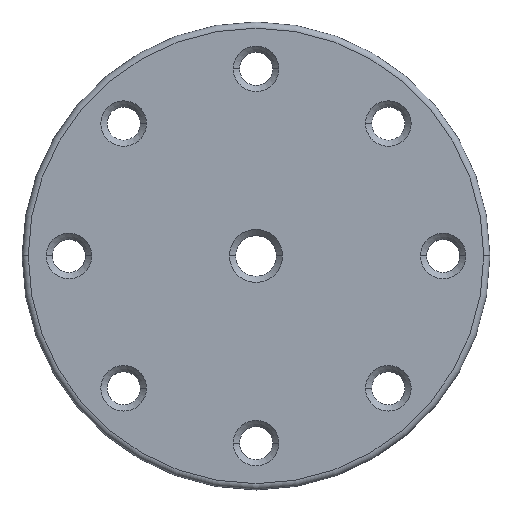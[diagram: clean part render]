
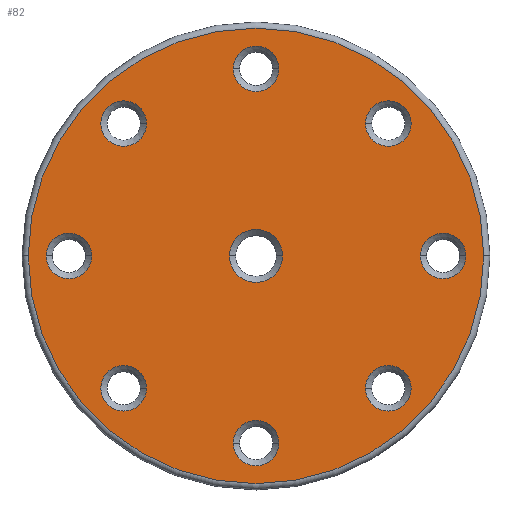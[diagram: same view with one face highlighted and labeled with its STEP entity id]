
A CAD part, top view. The second image highlights one B-rep face of the part: STEP entity #82.
In plain terms, the highlighted planar face has unit normal (0, 0, 1).
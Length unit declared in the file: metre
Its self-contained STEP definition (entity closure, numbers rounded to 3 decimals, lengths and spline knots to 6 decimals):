
#82=ADVANCED_FACE('1:140',(#175,#176,#177,#178,#179,#180,#181,#182,#183,#184),#185,.T.);
#175=FACE_BOUND('',#314,.T.);
#176=FACE_BOUND('',#315,.T.);
#177=FACE_BOUND('',#316,.T.);
#178=FACE_OUTER_BOUND('',#317,.T.);
#179=FACE_BOUND('',#318,.T.);
#180=FACE_BOUND('',#319,.T.);
#181=FACE_BOUND('',#320,.T.);
#182=FACE_BOUND('',#321,.T.);
#183=FACE_BOUND('',#322,.T.);
#184=FACE_BOUND('',#323,.T.);
#185=PLANE('',#324);
#314=EDGE_LOOP('',(#608,#609));
#315=EDGE_LOOP('',(#610,#611));
#316=EDGE_LOOP('',(#612,#613));
#317=EDGE_LOOP('',(#614,#615));
#318=EDGE_LOOP('',(#616,#617));
#319=EDGE_LOOP('',(#618,#619));
#320=EDGE_LOOP('',(#620,#621));
#321=EDGE_LOOP('',(#622,#623));
#322=EDGE_LOOP('',(#624,#625));
#323=EDGE_LOOP('',(#626,#627));
#324=AXIS2_PLACEMENT_3D('',#628,#629,#630);
#608=ORIENTED_EDGE('',*,*,#939,.F.);
#609=ORIENTED_EDGE('',*,*,#953,.F.);
#610=ORIENTED_EDGE('',*,*,#925,.F.);
#611=ORIENTED_EDGE('',*,*,#954,.F.);
#612=ORIENTED_EDGE('',*,*,#879,.F.);
#613=ORIENTED_EDGE('',*,*,#955,.F.);
#614=ORIENTED_EDGE('',*,*,#956,.F.);
#615=ORIENTED_EDGE('',*,*,#865,.F.);
#616=ORIENTED_EDGE('',*,*,#871,.F.);
#617=ORIENTED_EDGE('',*,*,#957,.F.);
#618=ORIENTED_EDGE('',*,*,#875,.F.);
#619=ORIENTED_EDGE('',*,*,#958,.F.);
#620=ORIENTED_EDGE('',*,*,#883,.F.);
#621=ORIENTED_EDGE('',*,*,#959,.F.);
#622=ORIENTED_EDGE('',*,*,#918,.F.);
#623=ORIENTED_EDGE('',*,*,#960,.F.);
#624=ORIENTED_EDGE('',*,*,#932,.F.);
#625=ORIENTED_EDGE('',*,*,#961,.F.);
#626=ORIENTED_EDGE('',*,*,#950,.F.);
#627=ORIENTED_EDGE('',*,*,#951,.F.);
#628=CARTESIAN_POINT('',(-0.031079,-0.064189,-0.001));
#629=DIRECTION('',(0.,0.,1.0));
#630=DIRECTION('',(0.707,0.707,0.));
#865=EDGE_CURVE('1:245',#1020,#1022,#1023,.T.);
#871=EDGE_CURVE('1:248',#1031,#1027,#1033,.T.);
#875=EDGE_CURVE('1:251',#1039,#1035,#1041,.T.);
#879=EDGE_CURVE('1:242',#1047,#1043,#1049,.T.);
#883=EDGE_CURVE('1:254',#1055,#1051,#1057,.T.);
#918=EDGE_CURVE('1:257',#1110,#1107,#1112,.T.);
#925=EDGE_CURVE('1:239',#1121,#1118,#1123,.T.);
#932=EDGE_CURVE('1:260',#1132,#1129,#1134,.T.);
#939=EDGE_CURVE('1:236',#1143,#1140,#1145,.T.);
#950=EDGE_CURVE('1:227',#1162,#1159,#1164,.T.);
#951=EDGE_CURVE('1:227',#1159,#1162,#1165,.T.);
#953=EDGE_CURVE('1:236',#1140,#1143,#1167,.T.);
#954=EDGE_CURVE('1:239',#1118,#1121,#1168,.T.);
#955=EDGE_CURVE('1:242',#1043,#1047,#1169,.T.);
#956=EDGE_CURVE('1:245',#1022,#1020,#1170,.T.);
#957=EDGE_CURVE('1:248',#1027,#1031,#1171,.T.);
#958=EDGE_CURVE('1:251',#1035,#1039,#1172,.T.);
#959=EDGE_CURVE('1:254',#1051,#1055,#1173,.T.);
#960=EDGE_CURVE('1:257',#1107,#1110,#1174,.T.);
#961=EDGE_CURVE('1:260',#1129,#1132,#1175,.T.);
#1020=VERTEX_POINT('',#1244);
#1022=VERTEX_POINT('',#1246);
#1023=CIRCLE('',#1247,0.0185);
#1027=VERTEX_POINT('',#1251);
#1031=VERTEX_POINT('',#1256);
#1033=CIRCLE('',#1259,0.00185);
#1035=VERTEX_POINT('',#1261);
#1039=VERTEX_POINT('',#1266);
#1041=CIRCLE('',#1269,0.00185);
#1043=VERTEX_POINT('',#1271);
#1047=VERTEX_POINT('',#1276);
#1049=CIRCLE('',#1279,0.00185);
#1051=VERTEX_POINT('',#1281);
#1055=VERTEX_POINT('',#1286);
#1057=CIRCLE('',#1289,0.00185);
#1107=VERTEX_POINT('',#1357);
#1110=VERTEX_POINT('',#1361);
#1112=CIRCLE('',#1364,0.00185);
#1118=VERTEX_POINT('',#1372);
#1121=VERTEX_POINT('',#1376);
#1123=CIRCLE('',#1379,0.00185);
#1129=VERTEX_POINT('',#1387);
#1132=VERTEX_POINT('',#1391);
#1134=CIRCLE('',#1394,0.00185);
#1140=VERTEX_POINT('',#1402);
#1143=VERTEX_POINT('',#1406);
#1145=CIRCLE('',#1409,0.00185);
#1159=VERTEX_POINT('',#1427);
#1162=VERTEX_POINT('',#1431);
#1164=CIRCLE('',#1434,0.00215);
#1165=CIRCLE('',#1435,0.00215);
#1167=CIRCLE('',#1437,0.00185);
#1168=CIRCLE('',#1438,0.00185);
#1169=CIRCLE('',#1439,0.00185);
#1170=CIRCLE('',#1440,0.0185);
#1171=CIRCLE('',#1441,0.00185);
#1172=CIRCLE('',#1442,0.00185);
#1173=CIRCLE('',#1443,0.00185);
#1174=CIRCLE('',#1444,0.00185);
#1175=CIRCLE('',#1445,0.00185);
#1244=CARTESIAN_POINT('',(-0.049585,-0.064185,-0.001));
#1246=CARTESIAN_POINT('',(-0.012585,-0.064185,-0.001));
#1247=AXIS2_PLACEMENT_3D('',#1507,#1508,#1509);
#1251=CARTESIAN_POINT('',(-0.022184,-0.053434,-0.001));
#1256=CARTESIAN_POINT('',(-0.018484,-0.053434,-0.001));
#1259=AXIS2_PLACEMENT_3D('',#1521,#1522,#1523);
#1261=CARTESIAN_POINT('',(-0.043686,-0.074935,-0.001));
#1266=CARTESIAN_POINT('',(-0.039986,-0.074935,-0.001));
#1269=AXIS2_PLACEMENT_3D('',#1529,#1530,#1531);
#1271=CARTESIAN_POINT('',(-0.043686,-0.053434,-0.001));
#1276=CARTESIAN_POINT('',(-0.039986,-0.053434,-0.001));
#1279=AXIS2_PLACEMENT_3D('',#1537,#1538,#1539);
#1281=CARTESIAN_POINT('',(-0.022184,-0.074935,-0.001));
#1286=CARTESIAN_POINT('',(-0.018484,-0.074935,-0.001));
#1289=AXIS2_PLACEMENT_3D('',#1545,#1546,#1547);
#1357=CARTESIAN_POINT('',(-0.032929,-0.079389,-0.001));
#1361=CARTESIAN_POINT('',(-0.029229,-0.079389,-0.001));
#1364=AXIS2_PLACEMENT_3D('',#1610,#1611,#1612);
#1372=CARTESIAN_POINT('',(-0.01773,-0.064189,-0.001));
#1376=CARTESIAN_POINT('',(-0.01403,-0.064189,-0.001));
#1379=AXIS2_PLACEMENT_3D('',#1623,#1624,#1625);
#1387=CARTESIAN_POINT('',(-0.048129,-0.064189,-0.001));
#1391=CARTESIAN_POINT('',(-0.044429,-0.064189,-0.001));
#1394=AXIS2_PLACEMENT_3D('',#1636,#1637,#1638);
#1402=CARTESIAN_POINT('',(-0.032929,-0.04899,-0.001));
#1406=CARTESIAN_POINT('',(-0.029229,-0.04899,-0.001));
#1409=AXIS2_PLACEMENT_3D('',#1649,#1650,#1651);
#1427=CARTESIAN_POINT('',(-0.033235,-0.064185,-0.001));
#1431=CARTESIAN_POINT('',(-0.028935,-0.064185,-0.001));
#1434=AXIS2_PLACEMENT_3D('',#1670,#1671,#1672);
#1435=AXIS2_PLACEMENT_3D('',#1673,#1674,#1675);
#1437=AXIS2_PLACEMENT_3D('',#1679,#1680,#1681);
#1438=AXIS2_PLACEMENT_3D('',#1682,#1683,#1684);
#1439=AXIS2_PLACEMENT_3D('',#1685,#1686,#1687);
#1440=AXIS2_PLACEMENT_3D('',#1688,#1689,#1690);
#1441=AXIS2_PLACEMENT_3D('',#1691,#1692,#1693);
#1442=AXIS2_PLACEMENT_3D('',#1694,#1695,#1696);
#1443=AXIS2_PLACEMENT_3D('',#1697,#1698,#1699);
#1444=AXIS2_PLACEMENT_3D('',#1700,#1701,#1702);
#1445=AXIS2_PLACEMENT_3D('',#1703,#1704,#1705);
#1507=CARTESIAN_POINT('',(-0.031085,-0.064185,-0.001));
#1508=DIRECTION('',(0.,0.,-1.0));
#1509=DIRECTION('',(-1.0,0.,0.));
#1521=CARTESIAN_POINT('',(-0.020334,-0.053434,-0.001));
#1522=DIRECTION('',(0.,0.,1.0));
#1523=DIRECTION('',(-1.0,0.,0.));
#1529=CARTESIAN_POINT('',(-0.041836,-0.074935,-0.001));
#1530=DIRECTION('',(0.,0.,1.0));
#1531=DIRECTION('',(-1.0,0.,0.));
#1537=CARTESIAN_POINT('',(-0.041836,-0.053434,-0.001));
#1538=DIRECTION('',(0.,0.,1.0));
#1539=DIRECTION('',(-1.0,0.,0.));
#1545=CARTESIAN_POINT('',(-0.020334,-0.074935,-0.001));
#1546=DIRECTION('',(0.,0.,1.0));
#1547=DIRECTION('',(-1.0,0.,0.));
#1610=CARTESIAN_POINT('',(-0.031079,-0.079389,-0.001));
#1611=DIRECTION('',(0.,0.,1.0));
#1612=DIRECTION('',(-1.0,0.,0.));
#1623=CARTESIAN_POINT('',(-0.01588,-0.064189,-0.001));
#1624=DIRECTION('',(0.,0.,1.0));
#1625=DIRECTION('',(-1.0,0.,0.));
#1636=CARTESIAN_POINT('',(-0.046279,-0.064189,-0.001));
#1637=DIRECTION('',(0.,0.,1.0));
#1638=DIRECTION('',(-1.0,0.,0.));
#1649=CARTESIAN_POINT('',(-0.031079,-0.04899,-0.001));
#1650=DIRECTION('',(0.,0.,1.0));
#1651=DIRECTION('',(-1.0,0.,0.));
#1670=CARTESIAN_POINT('',(-0.031085,-0.064185,-0.001));
#1671=DIRECTION('',(0.,0.,1.0));
#1672=DIRECTION('',(-1.0,0.,0.));
#1673=CARTESIAN_POINT('',(-0.031085,-0.064185,-0.001));
#1674=DIRECTION('',(0.,0.,1.0));
#1675=DIRECTION('',(-1.0,0.,0.));
#1679=CARTESIAN_POINT('',(-0.031079,-0.04899,-0.001));
#1680=DIRECTION('',(0.,0.,1.0));
#1681=DIRECTION('',(-1.0,0.,0.));
#1682=CARTESIAN_POINT('',(-0.01588,-0.064189,-0.001));
#1683=DIRECTION('',(0.,0.,1.0));
#1684=DIRECTION('',(-1.0,0.,0.));
#1685=CARTESIAN_POINT('',(-0.041836,-0.053434,-0.001));
#1686=DIRECTION('',(0.,0.,1.0));
#1687=DIRECTION('',(-1.0,0.,0.));
#1688=CARTESIAN_POINT('',(-0.031085,-0.064185,-0.001));
#1689=DIRECTION('',(0.,0.,-1.0));
#1690=DIRECTION('',(-1.0,0.,0.));
#1691=CARTESIAN_POINT('',(-0.020334,-0.053434,-0.001));
#1692=DIRECTION('',(0.,0.,1.0));
#1693=DIRECTION('',(-1.0,0.,0.));
#1694=CARTESIAN_POINT('',(-0.041836,-0.074935,-0.001));
#1695=DIRECTION('',(0.,0.,1.0));
#1696=DIRECTION('',(-1.0,0.,0.));
#1697=CARTESIAN_POINT('',(-0.020334,-0.074935,-0.001));
#1698=DIRECTION('',(0.,0.,1.0));
#1699=DIRECTION('',(-1.0,0.,0.));
#1700=CARTESIAN_POINT('',(-0.031079,-0.079389,-0.001));
#1701=DIRECTION('',(0.,0.,1.0));
#1702=DIRECTION('',(-1.0,0.,0.));
#1703=CARTESIAN_POINT('',(-0.046279,-0.064189,-0.001));
#1704=DIRECTION('',(0.,0.,1.0));
#1705=DIRECTION('',(-1.0,0.,0.));
